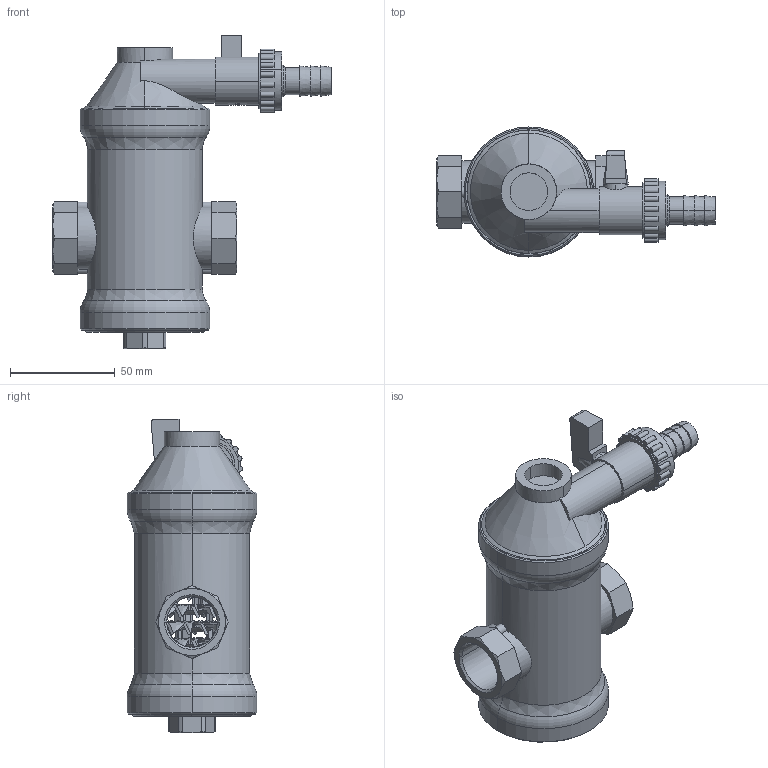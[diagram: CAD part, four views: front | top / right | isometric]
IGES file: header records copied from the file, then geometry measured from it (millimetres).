
Global section: file name: No Iges File Name specified; native system: Autodesk Inventor 2009; preprocessor: AutoDesk Inventor Iges Exporter R2009; author: CADJOBServer; date: 20090306.130649; units: millimetre
Bounding box: 133 x 62 x 150 mm (x, y, z)
Volume: 136062.9 mm3; surface area: 127528.4 mm2
Topology: 22 solids, 22 shells, 2819 faces, 7528 edges, 4967 vertices
Faces by surface type: plane 1208, bspline 864, cylinder 287, revolution 248, cone 192, torus 20
